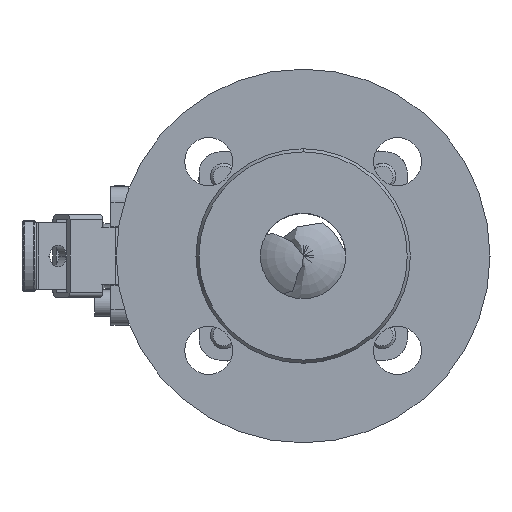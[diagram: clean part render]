
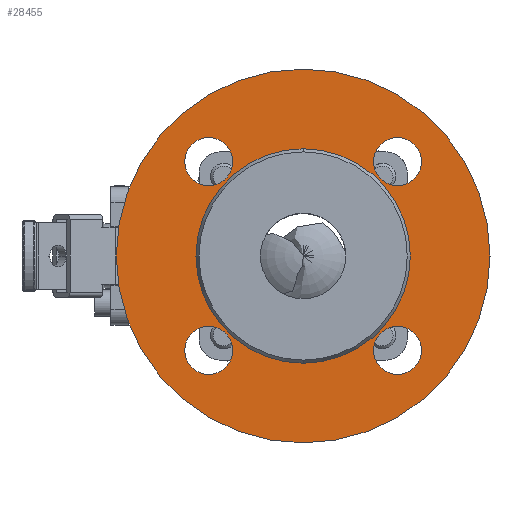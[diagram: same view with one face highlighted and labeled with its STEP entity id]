
A CAD part, left-side view. The second image highlights one B-rep face of the part: STEP entity #28455.
In plain terms, the highlighted planar face has unit normal (-1, 0, 0).
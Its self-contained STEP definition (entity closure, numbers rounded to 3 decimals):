
#479 = FACE_BOUND ( 'NONE', #4942, .T. ) ;
#483 = FACE_OUTER_BOUND ( 'NONE', #5107, .T. ) ;
#484 = FACE_BOUND ( 'NONE', #4924, .T. ) ;
#485 = FACE_BOUND ( 'NONE', #4940, .T. ) ;
#487 = FACE_BOUND ( 'NONE', #4905, .T. ) ;
#488 = FACE_BOUND ( 'NONE', #5170, .T. ) ;
#1958 = CARTESIAN_POINT ( 'NONE',  ( -48., 0., 0. ) ) ;
#1959 = DIRECTION ( 'NONE',  ( -1., 0., 0. ) ) ;
#1960 = DIRECTION ( 'NONE',  ( 0., 0., 1. ) ) ;
#1968 = CARTESIAN_POINT ( 'NONE',  ( -48., 0., 0. ) ) ;
#1969 = DIRECTION ( 'NONE',  ( -1., 0., 0. ) ) ;
#1970 = DIRECTION ( 'NONE',  ( 0., 0., 1. ) ) ;
#3518 = CARTESIAN_POINT ( 'NONE',  ( -48., 0., 0. ) ) ;
#3519 = DIRECTION ( 'NONE',  ( -1., 0., 0. ) ) ;
#3520 = DIRECTION ( 'NONE',  ( 0., 0., 1. ) ) ;
#3521 = CARTESIAN_POINT ( 'NONE',  ( -48., 35.355, 35.355 ) ) ;
#3522 = DIRECTION ( 'NONE',  ( -1., 0., 0. ) ) ;
#3523 = DIRECTION ( 'NONE',  ( 0., 0., 1. ) ) ;
#3524 = CARTESIAN_POINT ( 'NONE',  ( -48., -35.355, 35.355 ) ) ;
#3525 = DIRECTION ( 'NONE',  ( -1., 0., 0. ) ) ;
#3526 = DIRECTION ( 'NONE',  ( 0., 0., 1. ) ) ;
#3527 = CARTESIAN_POINT ( 'NONE',  ( -48., -35.355, -35.355 ) ) ;
#3528 = DIRECTION ( 'NONE',  ( -1., 0., 0. ) ) ;
#3529 = DIRECTION ( 'NONE',  ( 0., 0., 1. ) ) ;
#3530 = CARTESIAN_POINT ( 'NONE',  ( -48., 35.355, -35.355 ) ) ;
#3531 = DIRECTION ( 'NONE',  ( -1., 0., 0. ) ) ;
#3532 = DIRECTION ( 'NONE',  ( 0., 0., 1. ) ) ;
#3533 = CARTESIAN_POINT ( 'NONE',  ( -48., 0., 0. ) ) ;
#3534 = DIRECTION ( 'NONE',  ( -1., 0., 0. ) ) ;
#3535 = DIRECTION ( 'NONE',  ( 0., 0., 1. ) ) ;
#4905 = EDGE_LOOP ( 'NONE', ( #17745, #17749 ) ) ;
#4924 = EDGE_LOOP ( 'NONE', ( #17795, #17744 ) ) ;
#4940 = EDGE_LOOP ( 'NONE', ( #17743, #17658 ) ) ;
#4942 = EDGE_LOOP ( 'NONE', ( #17772, #17778 ) ) ;
#5107 = EDGE_LOOP ( 'NONE', ( #17806, #17619 ) ) ;
#5170 = EDGE_LOOP ( 'NONE', ( #17623, #17625 ) ) ;
#5950 = VERTEX_POINT ( 'NONE', #27156 ) ;
#5952 = VERTEX_POINT ( 'NONE', #27130 ) ;
#5966 = VERTEX_POINT ( 'NONE', #27118 ) ;
#6048 = VERTEX_POINT ( 'NONE', #27104 ) ;
#8930 = AXIS2_PLACEMENT_3D ( 'NONE', #10823, #10824, #10825 ) ;
#8932 = AXIS2_PLACEMENT_3D ( 'NONE', #10833, #10834, #10835 ) ;
#8934 = AXIS2_PLACEMENT_3D ( 'NONE', #10843, #10844, #10845 ) ;
#8936 = AXIS2_PLACEMENT_3D ( 'NONE', #10853, #10854, #10855 ) ;
#10823 = CARTESIAN_POINT ( 'NONE',  ( -48., 35.355, 35.355 ) ) ;
#10824 = DIRECTION ( 'NONE',  ( -1., 0., 0. ) ) ;
#10825 = DIRECTION ( 'NONE',  ( 0., 0., 1. ) ) ;
#10833 = CARTESIAN_POINT ( 'NONE',  ( -48., -35.355, 35.355 ) ) ;
#10834 = DIRECTION ( 'NONE',  ( -1., 0., 0. ) ) ;
#10835 = DIRECTION ( 'NONE',  ( 0., 0., 1. ) ) ;
#10843 = CARTESIAN_POINT ( 'NONE',  ( -48., -35.355, -35.355 ) ) ;
#10844 = DIRECTION ( 'NONE',  ( -1., 0., 0. ) ) ;
#10845 = DIRECTION ( 'NONE',  ( 0., 0., 1. ) ) ;
#10853 = CARTESIAN_POINT ( 'NONE',  ( -48., 35.355, -35.355 ) ) ;
#10854 = DIRECTION ( 'NONE',  ( -1., 0., 0. ) ) ;
#10855 = DIRECTION ( 'NONE',  ( 0., 0., 1. ) ) ;
#11267 = CARTESIAN_POINT ( 'NONE',  ( -48., 35.355, -26.355 ) ) ;
#11307 = CARTESIAN_POINT ( 'NONE',  ( -48., 35.355, -44.355 ) ) ;
#17044 = AXIS2_PLACEMENT_3D ( 'NONE', #1958, #1959, #1960 ) ;
#17047 = AXIS2_PLACEMENT_3D ( 'NONE', #1968, #1969, #1970 ) ;
#17142 = AXIS2_PLACEMENT_3D ( 'NONE', #3518, #3519, #3520 ) ;
#17143 = AXIS2_PLACEMENT_3D ( 'NONE', #3521, #3522, #3523 ) ;
#17144 = AXIS2_PLACEMENT_3D ( 'NONE', #3524, #3525, #3526 ) ;
#17146 = AXIS2_PLACEMENT_3D ( 'NONE', #3527, #3528, #3529 ) ;
#17148 = AXIS2_PLACEMENT_3D ( 'NONE', #3530, #3531, #3532 ) ;
#17150 = AXIS2_PLACEMENT_3D ( 'NONE', #3533, #3534, #3535 ) ;
#17619 = ORIENTED_EDGE ( 'NONE', *, *, #24034, .T. ) ;
#17623 = ORIENTED_EDGE ( 'NONE', *, *, #24029, .F. ) ;
#17625 = ORIENTED_EDGE ( 'NONE', *, *, #23763, .F. ) ;
#17650 = AXIS2_PLACEMENT_3D ( 'NONE', #21900, #21896, #21902 ) ;
#17658 = ORIENTED_EDGE ( 'NONE', *, *, #21602, .F. ) ;
#17743 = ORIENTED_EDGE ( 'NONE', *, *, #24032, .F. ) ;
#17744 = ORIENTED_EDGE ( 'NONE', *, *, #21606, .F. ) ;
#17745 = ORIENTED_EDGE ( 'NONE', *, *, #24031, .F. ) ;
#17749 = ORIENTED_EDGE ( 'NONE', *, *, #21598, .F. ) ;
#17772 = ORIENTED_EDGE ( 'NONE', *, *, #24030, .F. ) ;
#17778 = ORIENTED_EDGE ( 'NONE', *, *, #21594, .F. ) ;
#17795 = ORIENTED_EDGE ( 'NONE', *, *, #24033, .F. ) ;
#17806 = ORIENTED_EDGE ( 'NONE', *, *, #23759, .T. ) ;
#20422 = CIRCLE ( 'NONE', #8930, 9. ) ;
#20428 = CIRCLE ( 'NONE', #8932, 9. ) ;
#20434 = CIRCLE ( 'NONE', #8934, 9. ) ;
#20440 = CIRCLE ( 'NONE', #8936, 9. ) ;
#21162 = CIRCLE ( 'NONE', #17044, 70. ) ;
#21167 = CIRCLE ( 'NONE', #17047, 40.155 ) ;
#21594 = EDGE_CURVE ( 'NONE', #27539, #27545, #20422, .T. ) ;
#21598 = EDGE_CURVE ( 'NONE', #27573, #27576, #20428, .T. ) ;
#21602 = EDGE_CURVE ( 'NONE', #27534, #27514, #20434, .T. ) ;
#21606 = EDGE_CURVE ( 'NONE', #23174, #23134, #20440, .T. ) ;
#21896 = DIRECTION ( 'NONE',  ( -1., 0., 0. ) ) ;
#21898 = PLANE ( 'NONE',  #17650 ) ;
#21900 = CARTESIAN_POINT ( 'NONE',  ( -48., -40.155, 0. ) ) ;
#21902 = DIRECTION ( 'NONE',  ( 0., 0., 1. ) ) ;
#23134 = VERTEX_POINT ( 'NONE', #11267 ) ;
#23174 = VERTEX_POINT ( 'NONE', #11307 ) ;
#23759 = EDGE_CURVE ( 'NONE', #5952, #5950, #21162, .T. ) ;
#23763 = EDGE_CURVE ( 'NONE', #6048, #5966, #21167, .T. ) ;
#24029 = EDGE_CURVE ( 'NONE', #5966, #6048, #37131, .T. ) ;
#24030 = EDGE_CURVE ( 'NONE', #27545, #27539, #37132, .T. ) ;
#24031 = EDGE_CURVE ( 'NONE', #27576, #27573, #37133, .T. ) ;
#24032 = EDGE_CURVE ( 'NONE', #27514, #27534, #37134, .T. ) ;
#24033 = EDGE_CURVE ( 'NONE', #23134, #23174, #37135, .T. ) ;
#24034 = EDGE_CURVE ( 'NONE', #5950, #5952, #37136, .T. ) ;
#27104 = CARTESIAN_POINT ( 'NONE',  ( -48., 0., 40.155 ) ) ;
#27118 = CARTESIAN_POINT ( 'NONE',  ( -48., 0., -40.155 ) ) ;
#27130 = CARTESIAN_POINT ( 'NONE',  ( -48., 0., 70. ) ) ;
#27156 = CARTESIAN_POINT ( 'NONE',  ( -48., 0., -70. ) ) ;
#27514 = VERTEX_POINT ( 'NONE', #33208 ) ;
#27534 = VERTEX_POINT ( 'NONE', #33227 ) ;
#27539 = VERTEX_POINT ( 'NONE', #33232 ) ;
#27545 = VERTEX_POINT ( 'NONE', #33238 ) ;
#27573 = VERTEX_POINT ( 'NONE', #33266 ) ;
#27576 = VERTEX_POINT ( 'NONE', #33269 ) ;
#28455 = ADVANCED_FACE ( 'NONE', ( #479, #487, #485, #484, #483, #488 ), #21898, .T. ) ;
#33208 = CARTESIAN_POINT ( 'NONE',  ( -48., -35.355, -26.355 ) ) ;
#33227 = CARTESIAN_POINT ( 'NONE',  ( -48., -35.355, -44.355 ) ) ;
#33232 = CARTESIAN_POINT ( 'NONE',  ( -48., 35.355, 26.355 ) ) ;
#33238 = CARTESIAN_POINT ( 'NONE',  ( -48., 35.355, 44.355 ) ) ;
#33266 = CARTESIAN_POINT ( 'NONE',  ( -48., -35.355, 26.355 ) ) ;
#33269 = CARTESIAN_POINT ( 'NONE',  ( -48., -35.355, 44.355 ) ) ;
#37131 = CIRCLE ( 'NONE', #17142, 40.155 ) ;
#37132 = CIRCLE ( 'NONE', #17143, 9. ) ;
#37133 = CIRCLE ( 'NONE', #17144, 9. ) ;
#37134 = CIRCLE ( 'NONE', #17146, 9. ) ;
#37135 = CIRCLE ( 'NONE', #17148, 9. ) ;
#37136 = CIRCLE ( 'NONE', #17150, 70. ) ;
